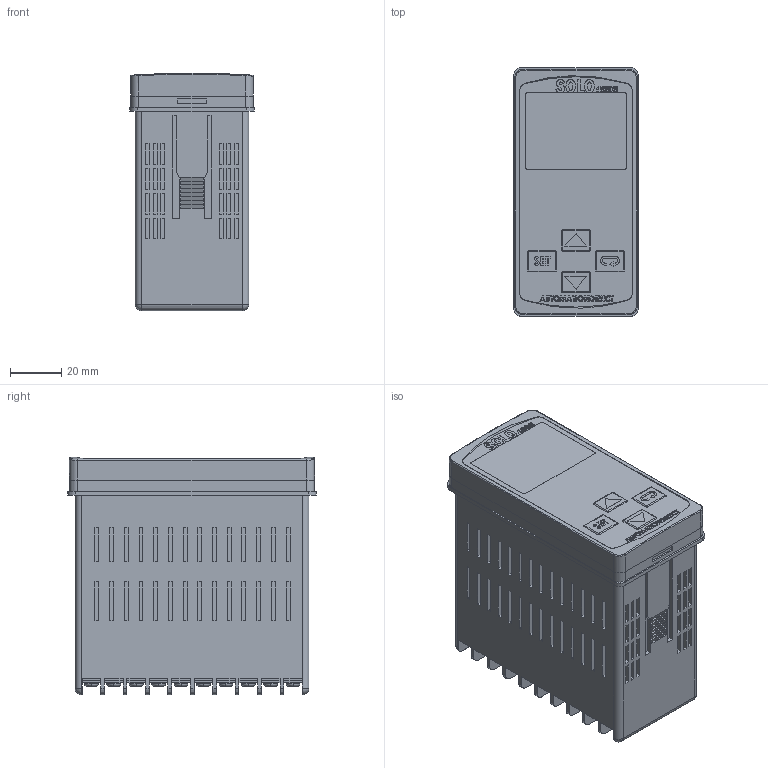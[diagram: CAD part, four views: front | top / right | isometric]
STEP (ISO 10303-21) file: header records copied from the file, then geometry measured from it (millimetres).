
FILE_DESCRIPTION (( 'STEP AP214' ), '1' );
FILE_NAME ('SL4896-CRE.STEP', '2011-09-02T12:54:55', ( '.adc' ), ( '' ), 'SwSTEP 2.0', 'SolidWorks 2011', '' );
FILE_SCHEMA (( 'AUTOMOTIVE_DESIGN' ));
Length unit declared in the file: inch
Products named in the file (1): SL4896-CRE
Bounding box: 48.39 x 96.77 x 92.33 mm (x, y, z)
Volume: 353028.7 mm3; surface area: 43035.5 mm2
Topology: 1 solids, 1 shells, 1663 faces, 4397 edges, 2872 vertices
Faces by surface type: plane 1278, bspline 125, cylinder 110, cone 86, torus 44, sphere 20
Entity records: 71658 total; most frequent: CARTESIAN_POINT 18044, ORIENTED_EDGE 8754, DIRECTION 7447, EDGE_CURVE 4377, VECTOR 3313, LINE 3313, VERTEX_POINT 2872, AXIS2_PLACEMENT_3D 2067
